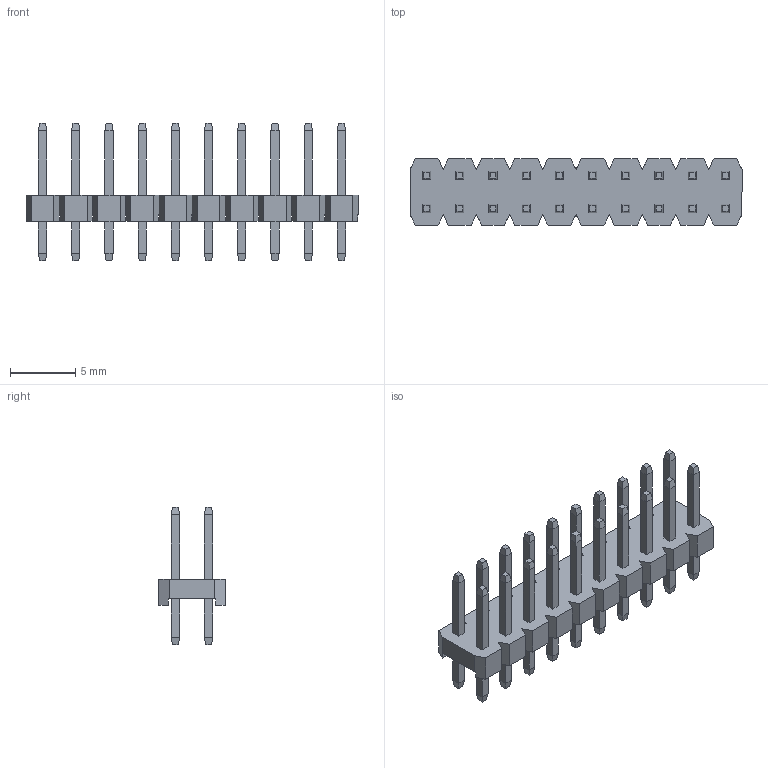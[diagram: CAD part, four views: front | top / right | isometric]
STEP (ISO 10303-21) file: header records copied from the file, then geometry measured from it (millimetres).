
FILE_DESCRIPTION (( 'STEP AP214' ), '1' );
FILE_NAME ('FPH25452-D20S1014170730B-REF.STEP', '2025-12-04T04:01:08', ( '' ), ( '' ), 'SwSTEP 2.0', 'SolidWorks 2021', '' );
FILE_SCHEMA (( 'AUTOMOTIVE_DESIGN' ));
Length unit declared in the file: millimetre
Products named in the file (1): FPH25452-D20S1014170730B-REF
Bounding box: 25.4 x 5.08 x 10.5 mm (x, y, z)
Volume: 270.7 mm3; surface area: 864.2 mm2
Topology: 1 solids, 1 shells, 464 faces, 1106 edges, 684 vertices
Faces by surface type: plane 464
Entity records: 12944 total; most frequent: CARTESIAN_POINT 2255, ORIENTED_EDGE 2212, DIRECTION 2036, EDGE_CURVE 1106, LINE 1106, VECTOR 1106, VERTEX_POINT 684, EDGE_LOOP 504
